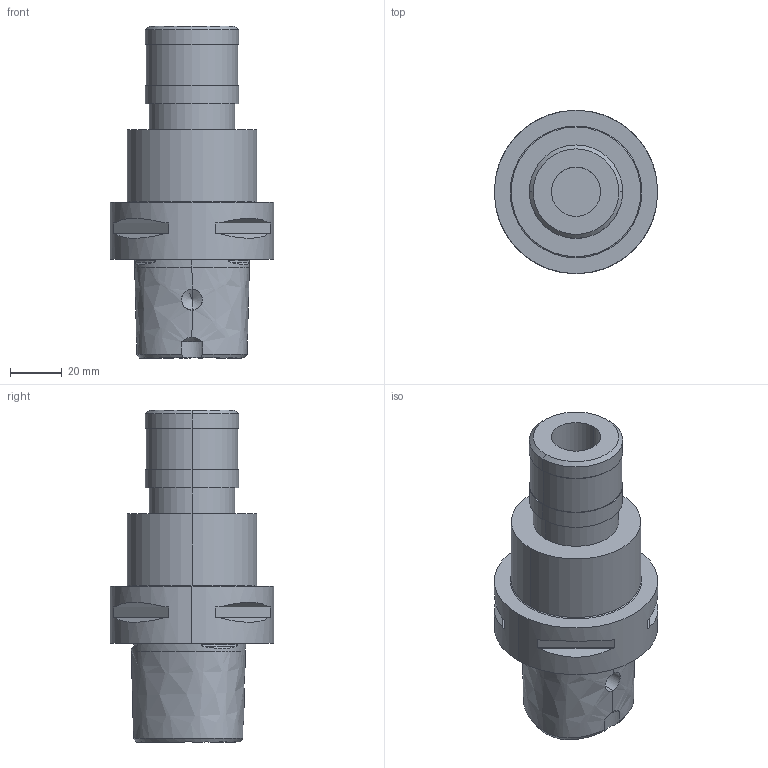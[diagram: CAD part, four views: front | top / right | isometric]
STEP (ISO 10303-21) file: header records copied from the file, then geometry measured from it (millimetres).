
FILE_DESCRIPTION (( 'STEP AP203' ), '1' );
FILE_NAME ('STP-5143-580-001-090-0.STEP', '2024-03-28T03:40:15', ( '' ), ( '' ), 'SwSTEP 2.0', 'SolidWorks 2017', '' );
FILE_SCHEMA (( 'CONFIG_CONTROL_DESIGN' ));
Length unit declared in the file: millimetre
Products named in the file (1): STP-5143-580-001-090-0
Bounding box: 63 x 63 x 128 mm (x, y, z)
Volume: 181747.7 mm3; surface area: 30712.9 mm2
Topology: 1 solids, 1 shells, 95 faces, 218 edges, 134 vertices
Faces by surface type: plane 33, cylinder 27, cone 18, torus 11, bspline 6
Entity records: 5163 total; most frequent: CARTESIAN_POINT 3001, DIRECTION 438, ORIENTED_EDGE 428, EDGE_CURVE 214, AXIS2_PLACEMENT_3D 187, VERTEX_POINT 134, EDGE_LOOP 110, CIRCLE 97
